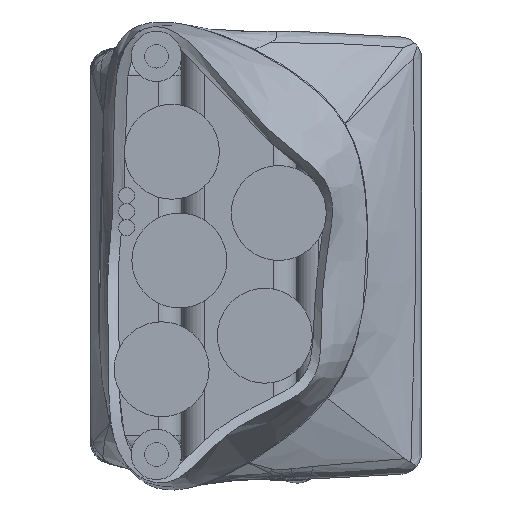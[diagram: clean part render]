
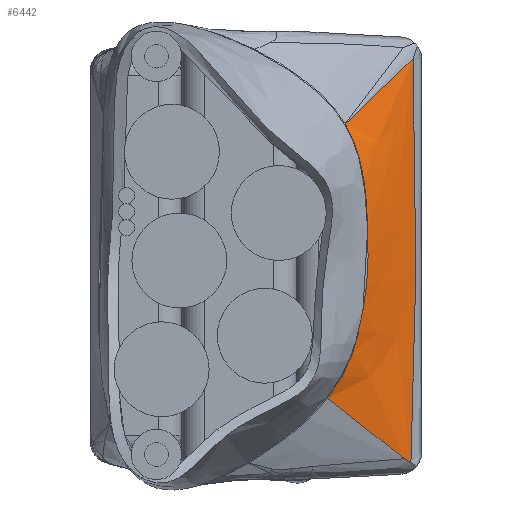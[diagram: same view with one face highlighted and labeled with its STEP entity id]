
A CAD part, left-side view. The second image highlights one B-rep face of the part: STEP entity #6442.
In plain terms, the highlighted free-form (B-spline) face has degree [3, 3] with [10, 4] control points.
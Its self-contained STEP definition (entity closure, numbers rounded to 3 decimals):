
#429=B_SPLINE_CURVE_WITH_KNOTS('',3,(#20316,#20317,#20318,#20319,#20320,
#20321,#20322,#20323),.UNSPECIFIED.,.F.,.F.,(4,1,1,2,4),(-0.83,
-0.664,-0.498,0.,0.009),
 .UNSPECIFIED.);
#452=B_SPLINE_CURVE_WITH_KNOTS('',3,(#20669,#20670,#20671,#20672,#20673,
#20674,#20675,#20676),.UNSPECIFIED.,.F.,.F.,(4,2,1,1,4),(-0.961,
-0.951,-0.571,-0.38,0.),
 .UNSPECIFIED.);
#460=B_SPLINE_CURVE_WITH_KNOTS('',3,(#20795,#20796,#20797,#20798),
 .UNSPECIFIED.,.F.,.F.,(4,4),(0.003,0.938),
 .UNSPECIFIED.);
#464=B_SPLINE_CURVE_WITH_KNOTS('',3,(#20869,#20870,#20871,#20872),
 .UNSPECIFIED.,.F.,.F.,(4,4),(0.124,0.227),
 .UNSPECIFIED.);
#465=B_SPLINE_CURVE_WITH_KNOTS('',3,(#20873,#20874,#20875,#20876,#20877,
#20878,#20879),.UNSPECIFIED.,.F.,.F.,(4,1,1,1,4),(-3.533,-2.86,
-2.075,-1.028,-0.014),.UNSPECIFIED.);
#466=B_SPLINE_CURVE_WITH_KNOTS('',3,(#20880,#20881,#20882,#20883,#20884,
#20885,#20886,#20887),.UNSPECIFIED.,.F.,.F.,(4,2,2,4),(-0.008,
0.,0.671,0.681),.UNSPECIFIED.);
#770=B_SPLINE_SURFACE_WITH_KNOTS('',3,3,((#20828,#20829,#20830,#20831),
(#20832,#20833,#20834,#20835),(#20836,#20837,#20838,#20839),(#20840,#20841,
#20842,#20843),(#20844,#20845,#20846,#20847),(#20848,#20849,#20850,#20851),
(#20852,#20853,#20854,#20855),(#20856,#20857,#20858,#20859),(#20860,#20861,
#20862,#20863),(#20864,#20865,#20866,#20867)),.UNSPECIFIED.,.F.,.F.,.F.,
(4,1,1,1,1,1,1,4),(4,4),(0.,0.143,0.286,0.428,
0.571,0.714,0.857,1.),
(0.,0.891),.UNSPECIFIED.);
#1047=LINE('',#20433,#1127);
#1127=VECTOR('',#8054,9.49);
#1557=FACE_OUTER_BOUND('',#2044,.T.);
#2044=EDGE_LOOP('',(#5374,#5375,#5376,#5377,#5378,#5379,#5380));
#2962=VERTEX_POINT('',#20266);
#2966=VERTEX_POINT('',#20315);
#2971=VERTEX_POINT('',#20426);
#2983=VERTEX_POINT('',#20659);
#2984=VERTEX_POINT('',#20668);
#2989=VERTEX_POINT('',#20794);
#2992=VERTEX_POINT('',#20868);
#3823=EDGE_CURVE('',#2962,#2966,#429,.T.);
#3833=EDGE_CURVE('',#2962,#2971,#1047,.T.);
#3850=EDGE_CURVE('',#2983,#2984,#452,.T.);
#3861=EDGE_CURVE('',#2984,#2989,#460,.T.);
#3865=EDGE_CURVE('',#2992,#2971,#464,.T.);
#3866=EDGE_CURVE('',#2989,#2992,#465,.T.);
#3867=EDGE_CURVE('',#2966,#2983,#466,.T.);
#5374=ORIENTED_EDGE('',*,*,#3823,.F.);
#5375=ORIENTED_EDGE('',*,*,#3833,.T.);
#5376=ORIENTED_EDGE('',*,*,#3865,.F.);
#5377=ORIENTED_EDGE('',*,*,#3866,.F.);
#5378=ORIENTED_EDGE('',*,*,#3861,.F.);
#5379=ORIENTED_EDGE('',*,*,#3850,.F.);
#5380=ORIENTED_EDGE('',*,*,#3867,.F.);
#6442=ADVANCED_FACE('',(#1557),#770,.F.);
#8054=DIRECTION('',(0.442,-0.703,-0.557));
#20266=CARTESIAN_POINT('',(-28.169,8.227,-12.483));
#20315=CARTESIAN_POINT('',(-28.213,5.155,-4.838));
#20316=CARTESIAN_POINT('Ctrl Pts',(-28.169,8.227,-12.483));
#20317=CARTESIAN_POINT('Ctrl Pts',(-28.169,7.889,-12.05));
#20318=CARTESIAN_POINT('Ctrl Pts',(-28.17,7.258,-11.144));
#20319=CARTESIAN_POINT('Ctrl Pts',(-28.182,5.961,-8.697));
#20320=CARTESIAN_POINT('Ctrl Pts',(-28.204,5.42,-6.554));
#20321=CARTESIAN_POINT('Ctrl Pts',(-28.213,5.164,-4.896));
#20322=CARTESIAN_POINT('Ctrl Pts',(-28.213,5.16,-4.867));
#20323=CARTESIAN_POINT('Ctrl Pts',(-28.213,5.155,-4.838));
#20426=CARTESIAN_POINT('',(-23.976,1.553,-17.77));
#20433=CARTESIAN_POINT('',(-28.213,8.297,-12.428));
#20659=CARTESIAN_POINT('',(-28.213,4.744,2.251));
#20668=CARTESIAN_POINT('',(-28.19,6.697,11.489));
#20669=CARTESIAN_POINT('Ctrl Pts',(-28.213,4.744,2.251));
#20670=CARTESIAN_POINT('Ctrl Pts',(-28.213,4.744,2.285));
#20671=CARTESIAN_POINT('Ctrl Pts',(-28.213,4.745,2.318));
#20672=CARTESIAN_POINT('Ctrl Pts',(-28.207,4.765,3.614));
#20673=CARTESIAN_POINT('Ctrl Pts',(-28.197,4.863,5.51));
#20674=CARTESIAN_POINT('Ctrl Pts',(-28.189,5.39,8.61));
#20675=CARTESIAN_POINT('Ctrl Pts',(-28.19,6.058,10.41));
#20676=CARTESIAN_POINT('Ctrl Pts',(-28.19,6.697,11.489));
#20794=CARTESIAN_POINT('',(-23.624,0.772,17.186));
#20795=CARTESIAN_POINT('Ctrl Pts',(-28.19,6.697,11.489));
#20796=CARTESIAN_POINT('Ctrl Pts',(-26.72,4.663,13.384));
#20797=CARTESIAN_POINT('Ctrl Pts',(-25.177,2.698,15.275));
#20798=CARTESIAN_POINT('Ctrl Pts',(-23.624,0.772,
17.186));
#20828=CARTESIAN_POINT('Ctrl Pts',(-28.213,8.297,-12.428));
#20829=CARTESIAN_POINT('Ctrl Pts',(-26.665,5.832,-14.38));
#20830=CARTESIAN_POINT('Ctrl Pts',(-25.116,3.368,-16.332));
#20831=CARTESIAN_POINT('Ctrl Pts',(-23.568,0.904,-18.284));
#20832=CARTESIAN_POINT('Ctrl Pts',(-28.213,7.555,-11.492));
#20833=CARTESIAN_POINT('Ctrl Pts',(-26.665,5.311,-13.185));
#20834=CARTESIAN_POINT('Ctrl Pts',(-25.116,3.067,-14.877));
#20835=CARTESIAN_POINT('Ctrl Pts',(-23.568,0.823,-16.57));
#20836=CARTESIAN_POINT('Ctrl Pts',(-28.213,6.322,-9.488));
#20837=CARTESIAN_POINT('Ctrl Pts',(-26.665,4.444,-10.701));
#20838=CARTESIAN_POINT('Ctrl Pts',(-25.116,2.566,-11.915));
#20839=CARTESIAN_POINT('Ctrl Pts',(-23.568,0.689,-13.127));
#20840=CARTESIAN_POINT('Ctrl Pts',(-28.213,5.263,-6.038));
#20841=CARTESIAN_POINT('Ctrl Pts',(-26.665,3.699,-6.664));
#20842=CARTESIAN_POINT('Ctrl Pts',(-25.116,2.137,-7.29));
#20843=CARTESIAN_POINT('Ctrl Pts',(-23.568,0.573,-7.915));
#20844=CARTESIAN_POINT('Ctrl Pts',(-28.213,4.81,-2.266));
#20845=CARTESIAN_POINT('Ctrl Pts',(-26.665,3.381,-2.4));
#20846=CARTESIAN_POINT('Ctrl Pts',(-25.116,1.953,-2.534));
#20847=CARTESIAN_POINT('Ctrl Pts',(-23.568,0.524,-2.668));
#20848=CARTESIAN_POINT('Ctrl Pts',(-28.213,4.694,1.575));
#20849=CARTESIAN_POINT('Ctrl Pts',(-26.665,3.3,1.912));
#20850=CARTESIAN_POINT('Ctrl Pts',(-25.116,1.906,2.25));
#20851=CARTESIAN_POINT('Ctrl Pts',(-23.568,0.511,2.587));
#20852=CARTESIAN_POINT('Ctrl Pts',(-28.213,4.835,5.246));
#20853=CARTESIAN_POINT('Ctrl Pts',(-26.665,3.399,6.105));
#20854=CARTESIAN_POINT('Ctrl Pts',(-25.116,1.963,6.964));
#20855=CARTESIAN_POINT('Ctrl Pts',(-23.568,0.527,7.823));
#20856=CARTESIAN_POINT('Ctrl Pts',(-28.213,5.377,8.579));
#20857=CARTESIAN_POINT('Ctrl Pts',(-26.665,3.78,10.06));
#20858=CARTESIAN_POINT('Ctrl Pts',(-25.116,2.183,11.541));
#20859=CARTESIAN_POINT('Ctrl Pts',(-23.568,0.586,13.022));
#20860=CARTESIAN_POINT('Ctrl Pts',(-28.213,6.177,10.535));
#20861=CARTESIAN_POINT('Ctrl Pts',(-26.665,4.343,12.51));
#20862=CARTESIAN_POINT('Ctrl Pts',(-25.116,2.507,14.485));
#20863=CARTESIAN_POINT('Ctrl Pts',(-23.568,0.673,16.459));
#20864=CARTESIAN_POINT('Ctrl Pts',(-28.213,6.727,11.456));
#20865=CARTESIAN_POINT('Ctrl Pts',(-26.665,4.729,13.694));
#20866=CARTESIAN_POINT('Ctrl Pts',(-25.116,2.731,15.933));
#20867=CARTESIAN_POINT('Ctrl Pts',(-23.568,0.733,18.172));
#20868=CARTESIAN_POINT('',(-23.608,0.96,-18.094));
#20869=CARTESIAN_POINT('Ctrl Pts',(-23.608,0.96,
-18.094));
#20870=CARTESIAN_POINT('Ctrl Pts',(-23.755,1.197,-17.998));
#20871=CARTESIAN_POINT('Ctrl Pts',(-23.881,1.402,-17.889));
#20872=CARTESIAN_POINT('Ctrl Pts',(-23.976,1.553,-17.77));
#20873=CARTESIAN_POINT('Ctrl Pts',(-23.624,0.772,
17.186));
#20874=CARTESIAN_POINT('Ctrl Pts',(-23.617,0.685,
14.935));
#20875=CARTESIAN_POINT('Ctrl Pts',(-23.584,0.545,
10.053));
#20876=CARTESIAN_POINT('Ctrl Pts',(-23.564,0.508,1.687));
#20877=CARTESIAN_POINT('Ctrl Pts',(-23.589,0.549,
-7.817));
#20878=CARTESIAN_POINT('Ctrl Pts',(-23.624,0.82,
-14.714));
#20879=CARTESIAN_POINT('Ctrl Pts',(-23.608,0.96,
-18.094));
#20880=CARTESIAN_POINT('Ctrl Pts',(-28.213,5.155,-4.838));
#20881=CARTESIAN_POINT('Ctrl Pts',(-28.212,5.15,-4.809));
#20882=CARTESIAN_POINT('Ctrl Pts',(-28.211,5.144,-4.78));
#20883=CARTESIAN_POINT('Ctrl Pts',(-28.122,4.703,-2.436));
#20884=CARTESIAN_POINT('Ctrl Pts',(-28.14,4.65,-0.149));
#20885=CARTESIAN_POINT('Ctrl Pts',(-28.211,4.741,2.18));
#20886=CARTESIAN_POINT('Ctrl Pts',(-28.212,4.742,2.216));
#20887=CARTESIAN_POINT('Ctrl Pts',(-28.213,4.744,2.251));
